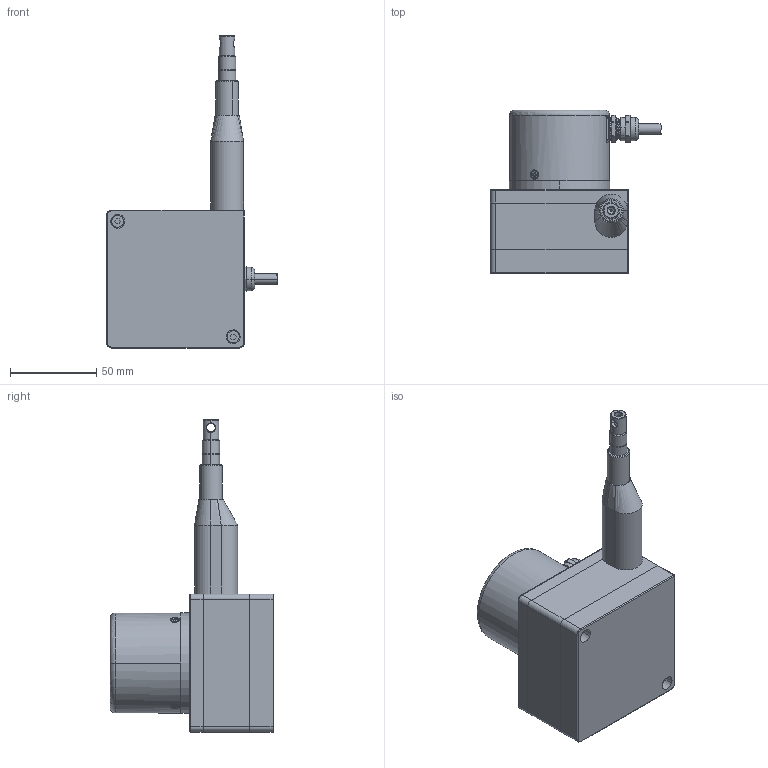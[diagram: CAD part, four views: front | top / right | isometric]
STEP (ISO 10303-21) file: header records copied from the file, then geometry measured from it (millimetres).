
FILE_DESCRIPTION(('CATIA V5 STEP Exchange'),'2;1');
FILE_NAME('LTF81-ASM-ESK58.stp','2026-02-04T07:48:54+00:00',('none'),('none'),'CATIA Version 5 Release 21 GA (IN-10)','CATIA V5 STEP AP203','none');
FILE_SCHEMA(('CONFIG_CONTROL_DESIGN'));
Length unit declared in the file: millimetre
Products named in the file (4): LTF81_ASM; LTF81_COMPONENTS; LTF81_BOLTS; LTF63_DXZ_A
Assembly tree (15 placements, depth 3):
  LTF81_ASM
    LTF81_COMPONENTS
      #66
    LTF81_BOLTS
      #16361  x4
    #16850
    #17294
    #18051
    #18808
    LTF63_DXZ_A
      #19222
    #19458
    #20862
Bounding box: 99.2 x 95 x 181 mm (x, y, z)
Volume: 338191.6 mm3; surface area: 82926.6 mm2
Topology: 11 solids, 24 shells, 623 faces, 1612 edges, 1036 vertices
Faces by surface type: cylinder 198, bspline 180, plane 142, cone 53, torus 48, sphere 2
Entity records: 20788 total; most frequent: CARTESIAN_POINT 8782, ORIENTED_EDGE 2808, DIRECTION 1634, EDGE_CURVE 1504, VERTEX_POINT 970, AXIS2_PLACEMENT_3D 840, EDGE_LOOP 638, ADVANCED_FACE 575
